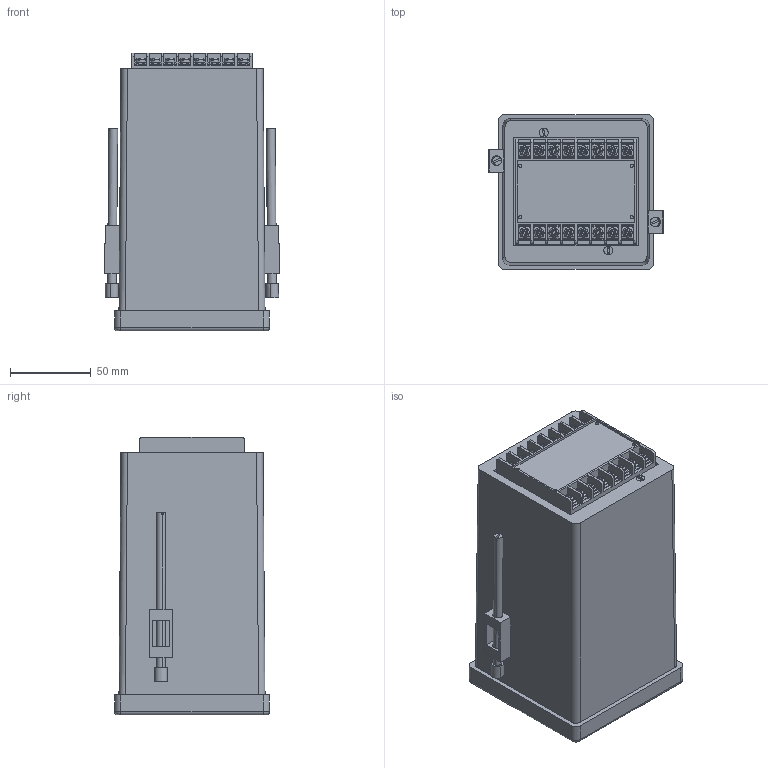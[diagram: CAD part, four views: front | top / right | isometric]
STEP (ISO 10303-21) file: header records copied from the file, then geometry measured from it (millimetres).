
FILE_DESCRIPTION (( 'STEP AP214' ), '1' );
FILE_NAME ('IC-150-06.STEP', '2022-01-17T14:29:41', ( '' ), ( '' ), 'SwSTEP 2.0', 'SolidWorks 2017', '' );
FILE_SCHEMA (( 'AUTOMOTIVE_DESIGN' ));
Length unit declared in the file: millimetre
Products named in the file (114): Washer; Screw-Countershank-Small; C-Type Terminal Nut; Red Transparent Sheet RTS-96-01; Screw; Screw-smallest; BP-96-01; D-Type Terminal-Sheet metal; Clamp-Plastic-1; IC-150-Horizontal PCB; Screw-Countershank; Case IC-150; BrassInsert; IC-150-06; Clamp-Plastic-2; Clamp-110; Back Plate BP-96-01. D Term; D Type Terminal TC-D; Clamp-Metal-110; Front Plate FP-96-01; Screw+Washer
Assembly tree (50 placements, depth 5):
  Washer
  Screw-Countershank-Small
  C-Type Terminal Nut
  Screw
  Screw-smallest
Bounding box: 108.12 x 96 x 172 mm (x, y, z)
Volume: 218746.1 mm3; surface area: 242009.3 mm2
Topology: 92 solids, 92 shells, 3324 faces, 8608 edges, 5418 vertices
Faces by surface type: plane 2064, cylinder 984, cone 112, bspline 64, torus 52, sphere 48
Entity records: 36571 total; most frequent: CARTESIAN_POINT 6806, ORIENTED_EDGE 5924, DIRECTION 5547, EDGE_CURVE 2962, VECTOR 2407, LINE 2407, VERTEX_POINT 1929, AXIS2_PLACEMENT_3D 1570
